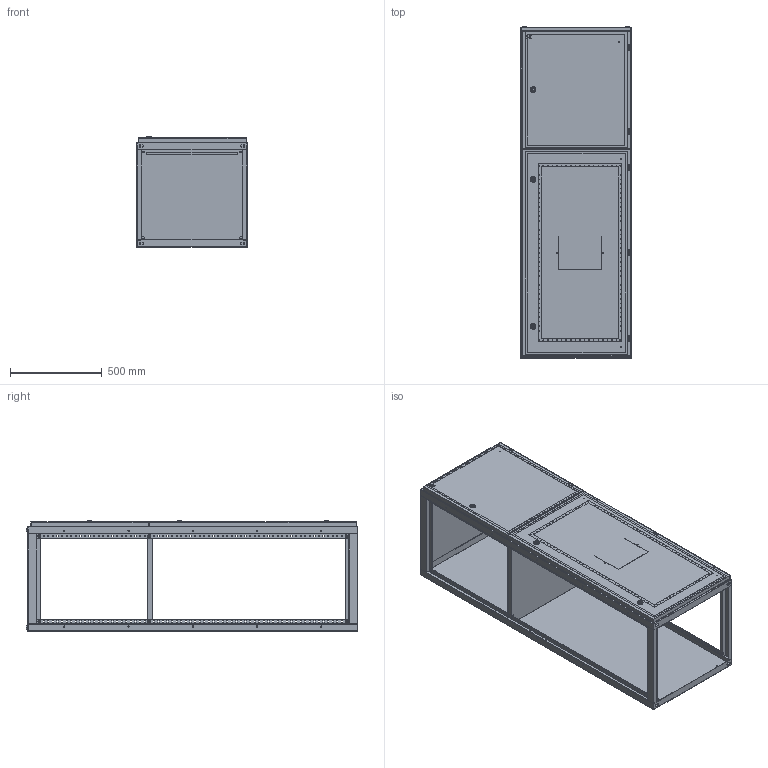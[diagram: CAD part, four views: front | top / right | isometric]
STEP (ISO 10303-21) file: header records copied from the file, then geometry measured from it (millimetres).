
FILE_DESCRIPTION (( 'STEP AP203' ), '1' );
FILE_NAME ('YKM51-1800-600-600-54 ÂÐÓ-2 ñáîðíûé êîðïóñ 1800õ600õ600 IP54 SMART.STEP', '2021-01-27T11:24:53', ( '' ), ( '' ), 'SwSTEP 2.0', 'SolidWorks 2017', '' );
FILE_SCHEMA (( 'CONFIG_CONTROL_DESIGN' ));
Length unit declared in the file: millimetre
Products named in the file (4): YKM51-1800-600-600-54 ÂÐÓ-2 ñáîðíûé êîðïóñ 1800õ600õ600 IP54 SMART; Êàðêàñ ÂÐÓ-2 1800õ600õ600; Äâåðü ó÷¸òíîãî îòñåêà 600 IP54; Äâåðü äëÿ ÂÐÓ-2 1800õ600 IP54
Assembly tree (3 placements, depth 2):
  YKM51-1800-600-600-54 ÂÐÓ-2 ñáîðíûé êîðïóñ 1800õ600õ600 IP54 SMART
    Êàðêàñ ÂÐÓ-2 1800õ600õ600
    Äâåðü äëÿ ÂÐÓ-2 1800õ600 IP54
    Äâåðü ó÷¸òíîãî îòñåêà 600 IP54
Bounding box: 600 x 1808 x 600.5 mm (x, y, z)
Volume: 6700732.2 mm3; surface area: 8329976.6 mm2
Topology: 47 solids, 51 shells, 3474 faces, 9003 edges, 5710 vertices
Faces by surface type: plane 2243, cylinder 781, cone 234, bspline 82, sphere 80, torus 54
Entity records: 108655 total; most frequent: CARTESIAN_POINT 22591, ORIENTED_EDGE 17814, DIRECTION 16895, EDGE_CURVE 8907, LINE 6371, VECTOR 6371, VERTEX_POINT 5710, AXIS2_PLACEMENT_3D 5262
